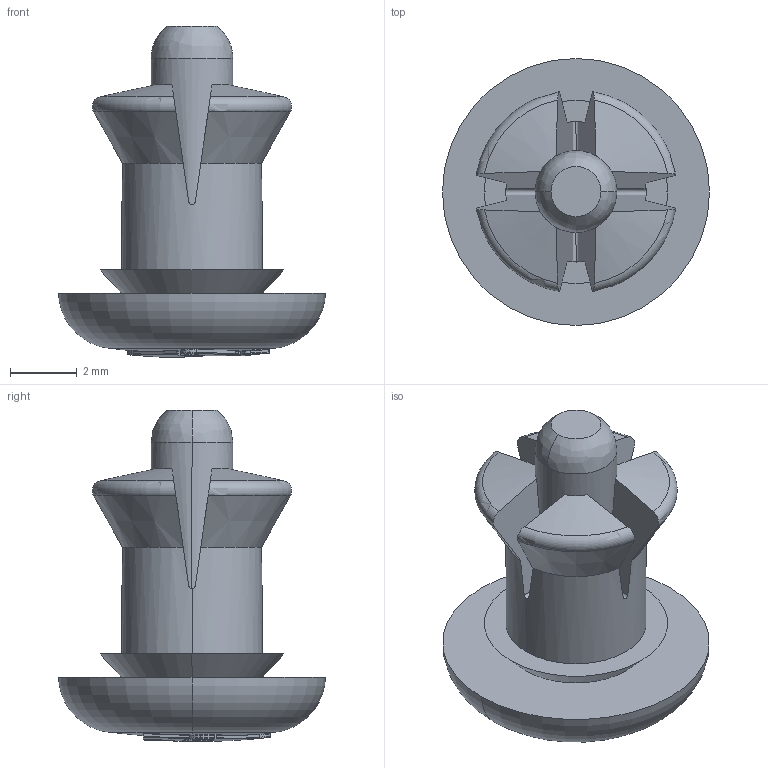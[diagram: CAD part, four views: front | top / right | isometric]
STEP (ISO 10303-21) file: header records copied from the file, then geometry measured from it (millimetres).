
FILE_DESCRIPTION (( 'STEP AP214' ), '1' );
FILE_NAME ('11-6050_New.STEP', '2025-11-27T17:36:08', ( '' ), ( '' ), 'SwSTEP 2.0', 'SolidWorks 2025', '' );
FILE_SCHEMA (( 'AUTOMOTIVE_DESIGN' ));
Length unit declared in the file: millimetre
Products named in the file (1): 11-6050_New
Bounding box: 8 x 8 x 9.93 mm (x, y, z)
Surface area: 309 mm2 (no closed solid volume)
Topology: 0 solids, 5 shells, 194 faces, 534 edges, 355 vertices
Faces by surface type: plane 55, cylinder 54, bspline 49, sphere 20, cone 10, torus 6
Entity records: 7590 total; most frequent: CARTESIAN_POINT 3519, ORIENTED_EDGE 1004, DIRECTION 534, EDGE_CURVE 534, B_SPLINE_CURVE_WITH_KNOTS 361, VERTEX_POINT 355, AXIS2_PLACEMENT_3D 231, EDGE_LOOP 203
